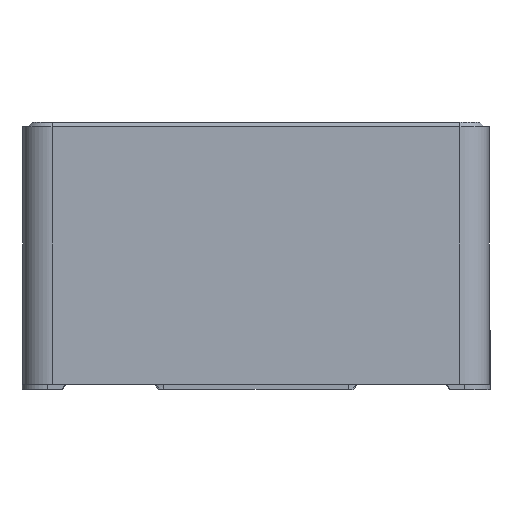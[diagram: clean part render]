
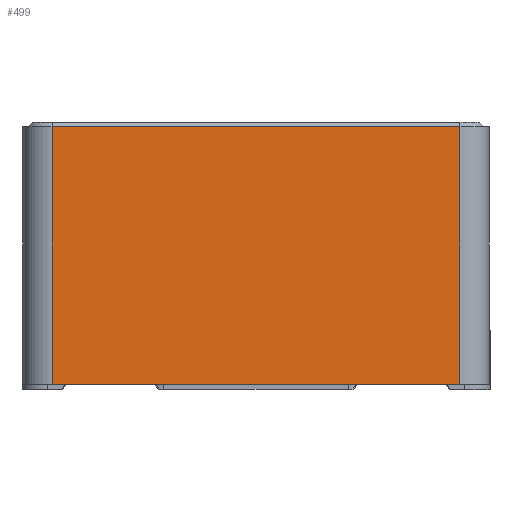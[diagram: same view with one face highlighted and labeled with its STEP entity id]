
A CAD part, front view. The second image highlights one B-rep face of the part: STEP entity #499.
In plain terms, the highlighted free-form (B-spline) face has degree [1, 1] with [2, 2] control points.
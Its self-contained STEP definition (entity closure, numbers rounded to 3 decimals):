
#464=CARTESIAN_POINT('',(-2.4,-2.4,0.));
#465=CARTESIAN_POINT('',(-2.4,-2.4,-2.7));
#466=CARTESIAN_POINT('',(2.4,-2.4,0.));
#467=CARTESIAN_POINT('',(2.4,-2.4,-2.7));
#468=B_SPLINE_SURFACE_WITH_KNOTS('',1,1,((#464,#465),(#466,#467)),.PLANE_SURF.,.F.,.F.,.U.,(2,2),(2,2),(0.,1.),(0.,1.),.UNSPECIFIED.);
#469=CARTESIAN_POINT('',(-2.1,-2.4,-2.7));
#470=VERTEX_POINT('',#469);
#471=CARTESIAN_POINT('',(2.1,-2.4,-2.7));
#472=VERTEX_POINT('',#471);
#473=CARTESIAN_POINT('',(-2.1,-2.4,-2.7));
#474=CARTESIAN_POINT('',(2.1,-2.4,-2.7));
#475=B_SPLINE_CURVE_WITH_KNOTS('',1,(#473,#474),.POLYLINE_FORM.,.F.,.U.,(2,2),(0.063,0.938),.UNSPECIFIED.);
#476=EDGE_CURVE('',#470,#472,#475,.T.);
#477=ORIENTED_EDGE('',*,*,#476,.F.);
#478=CARTESIAN_POINT('',(-2.1,-2.4,-0.05));
#479=VERTEX_POINT('',#478);
#480=CARTESIAN_POINT('',(-2.1,-2.4,-0.05));
#481=CARTESIAN_POINT('',(-2.1,-2.4,-2.7));
#482=B_SPLINE_CURVE_WITH_KNOTS('',1,(#480,#481),.POLYLINE_FORM.,.F.,.U.,(2,2),(0.019,1.),.UNSPECIFIED.);
#483=EDGE_CURVE('',#479,#470,#482,.T.);
#484=ORIENTED_EDGE('',*,*,#483,.F.);
#485=CARTESIAN_POINT('',(2.1,-2.4,-0.05));
#486=VERTEX_POINT('',#485);
#487=CARTESIAN_POINT('',(-2.1,-2.4,-0.05));
#488=CARTESIAN_POINT('',(2.1,-2.4,-0.05));
#489=B_SPLINE_CURVE_WITH_KNOTS('',1,(#487,#488),.POLYLINE_FORM.,.F.,.U.,(2,2),(0.,1.),.UNSPECIFIED.);
#490=EDGE_CURVE('',#479,#486,#489,.T.);
#491=ORIENTED_EDGE('',*,*,#490,.T.);
#492=CARTESIAN_POINT('',(2.1,-2.4,-0.05));
#493=CARTESIAN_POINT('',(2.1,-2.4,-2.7));
#494=B_SPLINE_CURVE_WITH_KNOTS('',1,(#492,#493),.POLYLINE_FORM.,.F.,.U.,(2,2),(0.019,1.),.UNSPECIFIED.);
#495=EDGE_CURVE('',#486,#472,#494,.T.);
#496=ORIENTED_EDGE('',*,*,#495,.T.);
#497=EDGE_LOOP('',(#477,#484,#491,#496));
#498=FACE_OUTER_BOUND('',#497,.F.);
#499=ADVANCED_FACE('',(#498),#468,.F.);
